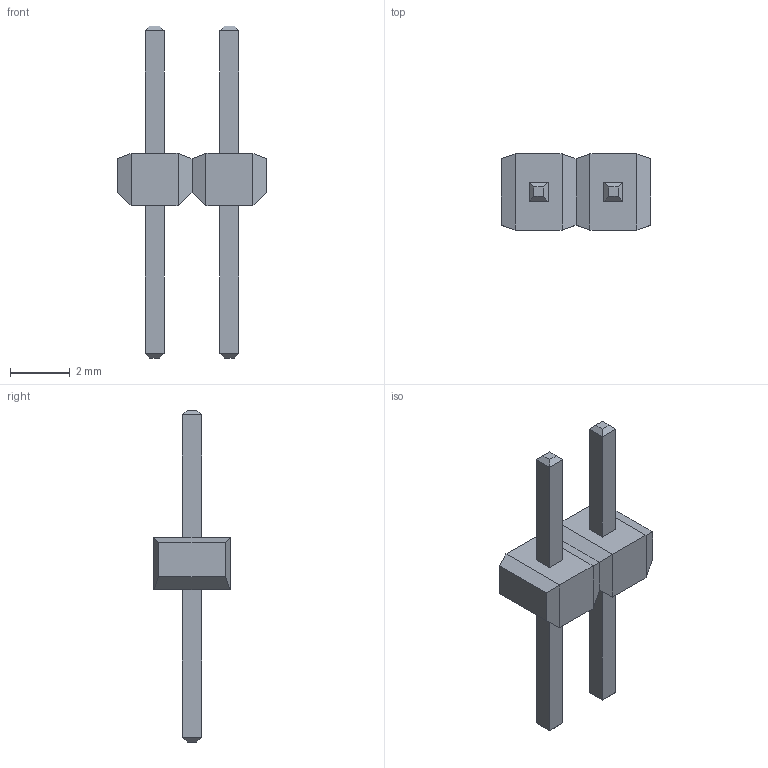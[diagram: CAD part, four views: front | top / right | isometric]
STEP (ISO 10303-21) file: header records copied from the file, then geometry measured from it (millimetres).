
FILE_DESCRIPTION(('STEP AP214'),'1');
FILE_NAME('CONN_B2B-EH-A _LF__SN_','2019-03-31T03:53:44',(''),(''),'','','');
FILE_SCHEMA(('AUTOMOTIVE_DESIGN'));
Length unit declared in the file: millimetre
Products named in the file (1): product
Bounding box: 5 x 2.54 x 11.08 mm (x, y, z)
Surface area: 98 mm2 (no closed solid volume)
Topology: 0 solids, 66 shells, 66 faces, 264 edges, 264 vertices
Faces by surface type: plane 66
Entity records: 3029 total; most frequent: CARTESIAN_POINT 595, VERTEX_POINT 528, DIRECTION 398, ORIENTED_EDGE 264, EDGE_CURVE 264, LINE 264, VECTOR 264, AXIS2_PLACEMENT_3D 67
